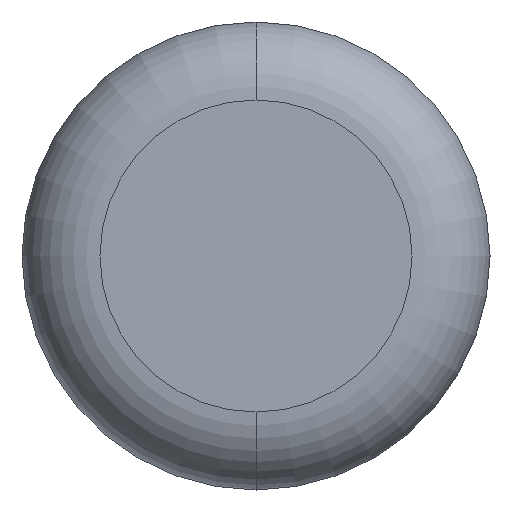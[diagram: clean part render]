
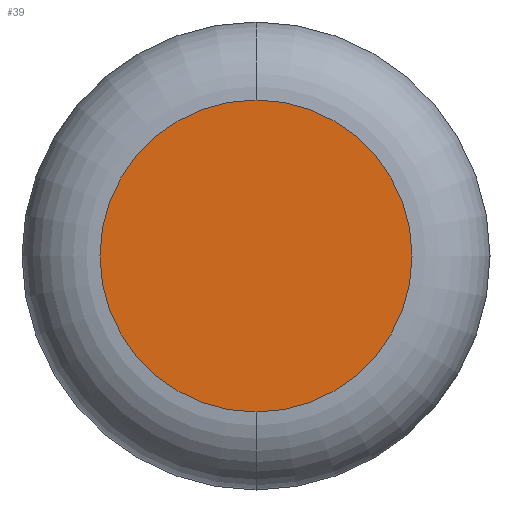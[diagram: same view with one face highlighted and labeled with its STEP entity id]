
A CAD part, front view. The second image highlights one B-rep face of the part: STEP entity #39.
In plain terms, the highlighted planar face has unit normal (0, -1, 0).
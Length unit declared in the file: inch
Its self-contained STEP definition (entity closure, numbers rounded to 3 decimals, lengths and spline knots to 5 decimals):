
#1 = VERTEX_POINT ( 'NONE', #36 ) ;
#6 = VERTEX_POINT ( 'NONE', #394 ) ;
#19 = DIRECTION ( 'NONE',  ( 0., -1., 0. ) ) ;
#31 = AXIS2_PLACEMENT_3D ( 'NONE', #372, #74, #78 ) ;
#34 = EDGE_LOOP ( 'NONE', ( #107, #352 ) ) ;
#36 = CARTESIAN_POINT ( 'NONE',  ( 0., 0., -0.25 ) ) ;
#39 = ADVANCED_FACE ( 'NONE', ( #93 ), #189, .T. ) ;
#61 = EDGE_CURVE ( 'NONE', #1, #6, #168, .T. ) ;
#74 = DIRECTION ( 'NONE',  ( 0., -1., 0. ) ) ;
#78 = DIRECTION ( 'NONE',  ( 0., 0., -1. ) ) ;
#79 = AXIS2_PLACEMENT_3D ( 'NONE', #137, #252, #106 ) ;
#93 = FACE_OUTER_BOUND ( 'NONE', #34, .T. ) ;
#106 = DIRECTION ( 'NONE',  ( 0., 0., -1. ) ) ;
#107 = ORIENTED_EDGE ( 'NONE', *, *, #61, .T. ) ;
#116 = CARTESIAN_POINT ( 'NONE',  ( 0., 0., 0. ) ) ;
#117 = EDGE_CURVE ( 'NONE', #6, #1, #299, .T. ) ;
#137 = CARTESIAN_POINT ( 'NONE',  ( 0., 0., 0. ) ) ;
#152 = DIRECTION ( 'NONE',  ( 0., 0., -1. ) ) ;
#168 = CIRCLE ( 'NONE', #31, 0.25 ) ;
#189 = PLANE ( 'NONE',  #79 ) ;
#252 = DIRECTION ( 'NONE',  ( 0., -1., 0. ) ) ;
#280 = AXIS2_PLACEMENT_3D ( 'NONE', #116, #19, #152 ) ;
#299 = CIRCLE ( 'NONE', #280, 0.25 ) ;
#352 = ORIENTED_EDGE ( 'NONE', *, *, #117, .T. ) ;
#372 = CARTESIAN_POINT ( 'NONE',  ( 0., 0., 0. ) ) ;
#394 = CARTESIAN_POINT ( 'NONE',  ( 0., 0., 0.25 ) ) ;
